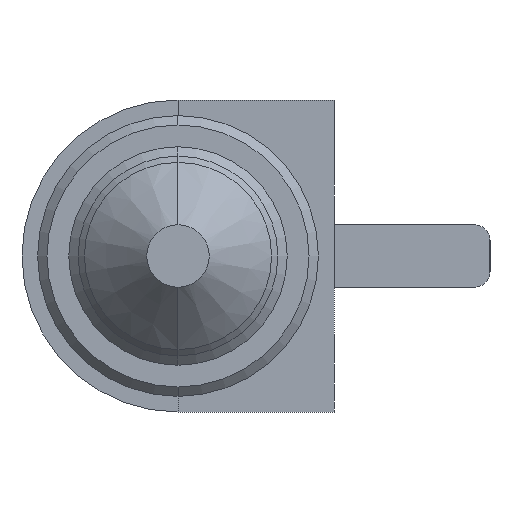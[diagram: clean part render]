
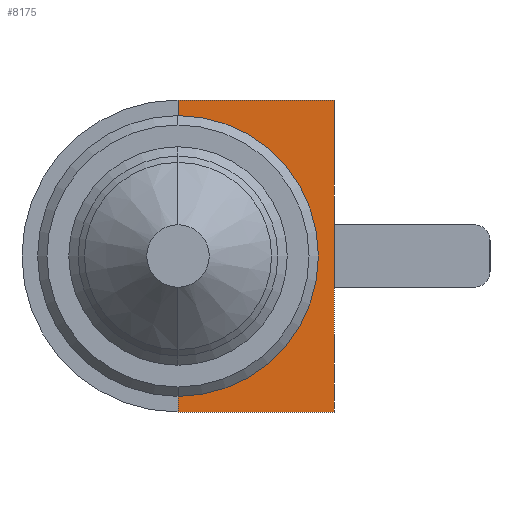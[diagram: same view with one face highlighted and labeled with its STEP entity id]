
A CAD part, left-side view. The second image highlights one B-rep face of the part: STEP entity #8175.
In plain terms, the highlighted planar face has unit normal (-1, 0, 0).
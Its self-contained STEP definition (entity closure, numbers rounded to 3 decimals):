
#7298 = PLANE('',#7299);
#7299 = AXIS2_PLACEMENT_3D('',#7300,#7301,#7302);
#7300 = CARTESIAN_POINT('',(0.,-2.5,0.));
#7301 = DIRECTION('',(0.,-1.,0.));
#7302 = DIRECTION('',(0.,-0.,-1.));
#7515 = VERTEX_POINT('',#7516);
#7516 = CARTESIAN_POINT('',(18.6,-2.5,2.5));
#7530 = PLANE('',#7531);
#7531 = AXIS2_PLACEMENT_3D('',#7532,#7533,#7534);
#7532 = CARTESIAN_POINT('',(18.6,-11.849,2.5));
#7533 = DIRECTION('',(0.,0.,1.));
#7534 = DIRECTION('',(1.,0.,-0.));
#7542 = EDGE_CURVE('',#7543,#7515,#7545,.T.);
#7543 = VERTEX_POINT('',#7544);
#7544 = CARTESIAN_POINT('',(18.6,-2.5,-2.5));
#7545 = SURFACE_CURVE('',#7546,(#7550,#7557),.PCURVE_S1.);
#7546 = LINE('',#7547,#7548);
#7547 = CARTESIAN_POINT('',(18.6,-2.5,-2.5));
#7548 = VECTOR('',#7549,1.);
#7549 = DIRECTION('',(0.,0.,1.));
#7550 = PCURVE('',#7298,#7551);
#7551 = DEFINITIONAL_REPRESENTATION('',(#7552),#7556);
#7552 = LINE('',#7553,#7554);
#7553 = CARTESIAN_POINT('',(2.5,18.6));
#7554 = VECTOR('',#7555,1.);
#7555 = DIRECTION('',(-1.,0.));
#7556 = ( GEOMETRIC_REPRESENTATION_CONTEXT(2) 
PARAMETRIC_REPRESENTATION_CONTEXT() REPRESENTATION_CONTEXT('2D SPACE',''
  ) );
#7557 = PCURVE('',#7558,#7563);
#7558 = PLANE('',#7559);
#7559 = AXIS2_PLACEMENT_3D('',#7560,#7561,#7562);
#7560 = CARTESIAN_POINT('',(18.6,-11.849,-2.5));
#7561 = DIRECTION('',(-1.,0.,0.));
#7562 = DIRECTION('',(0.,0.,1.));
#7563 = DEFINITIONAL_REPRESENTATION('',(#7564),#7568);
#7564 = LINE('',#7565,#7566);
#7565 = CARTESIAN_POINT('',(0.,9.349));
#7566 = VECTOR('',#7567,1.);
#7567 = DIRECTION('',(1.,0.));
#7568 = ( GEOMETRIC_REPRESENTATION_CONTEXT(2) 
PARAMETRIC_REPRESENTATION_CONTEXT() REPRESENTATION_CONTEXT('2D SPACE',''
  ) );
#7586 = PLANE('',#7587);
#7587 = AXIS2_PLACEMENT_3D('',#7588,#7589,#7590);
#7588 = CARTESIAN_POINT('',(22.1,-11.849,-2.5));
#7589 = DIRECTION('',(0.,0.,-1.));
#7590 = DIRECTION('',(-1.,0.,0.));
#7694 = PLANE('',#7695);
#7695 = AXIS2_PLACEMENT_3D('',#7696,#7697,#7698);
#7696 = CARTESIAN_POINT('',(25.75,0.,-1.25));
#7697 = DIRECTION('',(0.,1.,0.));
#7698 = DIRECTION('',(0.,-0.,1.));
#7805 = VERTEX_POINT('',#7806);
#7806 = CARTESIAN_POINT('',(18.6,0.,-2.5));
#7827 = EDGE_CURVE('',#7805,#7828,#7830,.T.);
#7828 = VERTEX_POINT('',#7829);
#7829 = CARTESIAN_POINT('',(18.6,0.,2.5));
#7830 = SURFACE_CURVE('',#7831,(#7835,#7842),.PCURVE_S1.);
#7831 = LINE('',#7832,#7833);
#7832 = CARTESIAN_POINT('',(18.6,0.,-2.5));
#7833 = VECTOR('',#7834,1.);
#7834 = DIRECTION('',(0.,0.,1.));
#7835 = PCURVE('',#7694,#7836);
#7836 = DEFINITIONAL_REPRESENTATION('',(#7837),#7841);
#7837 = LINE('',#7838,#7839);
#7838 = CARTESIAN_POINT('',(-1.25,-7.15));
#7839 = VECTOR('',#7840,1.);
#7840 = DIRECTION('',(1.,0.));
#7841 = ( GEOMETRIC_REPRESENTATION_CONTEXT(2) 
PARAMETRIC_REPRESENTATION_CONTEXT() REPRESENTATION_CONTEXT('2D SPACE',''
  ) );
#7842 = PCURVE('',#7558,#7843);
#7843 = DEFINITIONAL_REPRESENTATION('',(#7844),#7848);
#7844 = LINE('',#7845,#7846);
#7845 = CARTESIAN_POINT('',(0.,11.849));
#7846 = VECTOR('',#7847,1.);
#7847 = DIRECTION('',(1.,0.));
#7848 = ( GEOMETRIC_REPRESENTATION_CONTEXT(2) 
PARAMETRIC_REPRESENTATION_CONTEXT() REPRESENTATION_CONTEXT('2D SPACE',''
  ) );
#8154 = EDGE_CURVE('',#7543,#7805,#8155,.T.);
#8155 = SURFACE_CURVE('',#8156,(#8160,#8167),.PCURVE_S1.);
#8156 = LINE('',#8157,#8158);
#8157 = CARTESIAN_POINT('',(18.6,-11.849,-2.5));
#8158 = VECTOR('',#8159,1.);
#8159 = DIRECTION('',(0.,1.,0.));
#8160 = PCURVE('',#7586,#8161);
#8161 = DEFINITIONAL_REPRESENTATION('',(#8162),#8166);
#8162 = LINE('',#8163,#8164);
#8163 = CARTESIAN_POINT('',(3.5,0.));
#8164 = VECTOR('',#8165,1.);
#8165 = DIRECTION('',(0.,1.));
#8166 = ( GEOMETRIC_REPRESENTATION_CONTEXT(2) 
PARAMETRIC_REPRESENTATION_CONTEXT() REPRESENTATION_CONTEXT('2D SPACE',''
  ) );
#8167 = PCURVE('',#7558,#8168);
#8168 = DEFINITIONAL_REPRESENTATION('',(#8169),#8173);
#8169 = LINE('',#8170,#8171);
#8170 = CARTESIAN_POINT('',(0.,0.));
#8171 = VECTOR('',#8172,1.);
#8172 = DIRECTION('',(0.,1.));
#8173 = ( GEOMETRIC_REPRESENTATION_CONTEXT(2) 
PARAMETRIC_REPRESENTATION_CONTEXT() REPRESENTATION_CONTEXT('2D SPACE',''
  ) );
#8175 = ADVANCED_FACE('',(#8176),#7558,.T.);
#8176 = FACE_BOUND('',#8177,.T.);
#8177 = EDGE_LOOP('',(#8178,#8179,#8180,#8201));
#8178 = ORIENTED_EDGE('',*,*,#8154,.F.);
#8179 = ORIENTED_EDGE('',*,*,#7542,.T.);
#8180 = ORIENTED_EDGE('',*,*,#8181,.T.);
#8181 = EDGE_CURVE('',#7515,#7828,#8182,.T.);
#8182 = SURFACE_CURVE('',#8183,(#8187,#8194),.PCURVE_S1.);
#8183 = LINE('',#8184,#8185);
#8184 = CARTESIAN_POINT('',(18.6,-11.849,2.5));
#8185 = VECTOR('',#8186,1.);
#8186 = DIRECTION('',(0.,1.,0.));
#8187 = PCURVE('',#7558,#8188);
#8188 = DEFINITIONAL_REPRESENTATION('',(#8189),#8193);
#8189 = LINE('',#8190,#8191);
#8190 = CARTESIAN_POINT('',(5.,0.));
#8191 = VECTOR('',#8192,1.);
#8192 = DIRECTION('',(0.,1.));
#8193 = ( GEOMETRIC_REPRESENTATION_CONTEXT(2) 
PARAMETRIC_REPRESENTATION_CONTEXT() REPRESENTATION_CONTEXT('2D SPACE',''
  ) );
#8194 = PCURVE('',#7530,#8195);
#8195 = DEFINITIONAL_REPRESENTATION('',(#8196),#8200);
#8196 = LINE('',#8197,#8198);
#8197 = CARTESIAN_POINT('',(0.,0.));
#8198 = VECTOR('',#8199,1.);
#8199 = DIRECTION('',(0.,1.));
#8200 = ( GEOMETRIC_REPRESENTATION_CONTEXT(2) 
PARAMETRIC_REPRESENTATION_CONTEXT() REPRESENTATION_CONTEXT('2D SPACE',''
  ) );
#8201 = ORIENTED_EDGE('',*,*,#7827,.F.);
